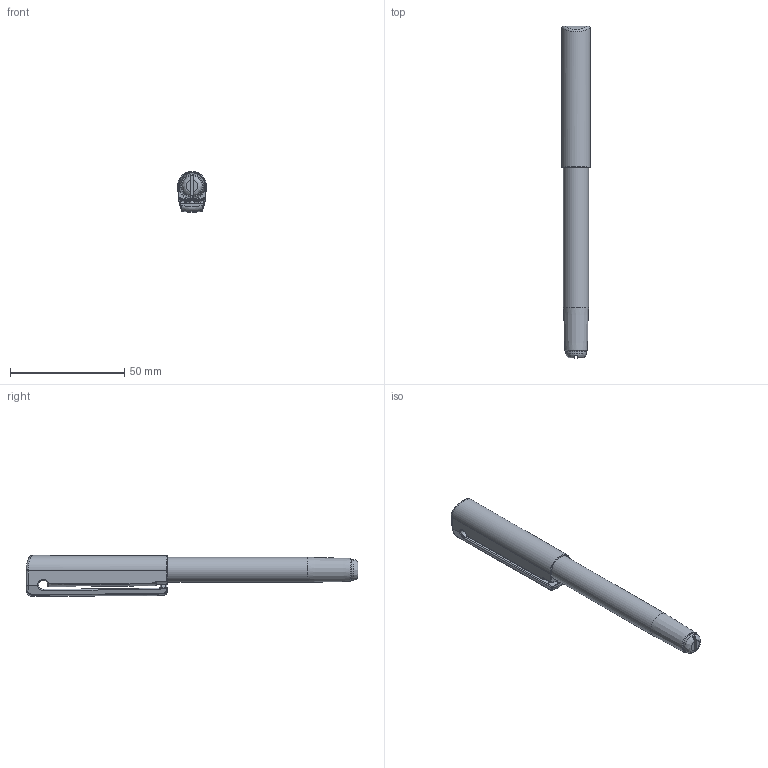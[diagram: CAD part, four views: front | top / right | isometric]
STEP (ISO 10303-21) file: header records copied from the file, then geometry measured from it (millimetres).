
FILE_DESCRIPTION(/* description */ (''),/* implementation_level */ '2;1');
FILE_NAME(/* name */ 'C3D_FG_0306_146_1.stp',/* time_stamp */ '2016-06-23T10:51:35+02:00',/* author */ (''),/* organization */ (''),/* preprocessor_version */ 'ST-DEVELOPER v15',/* originating_system */ 'SIEMENS PLM Software NX 9.0',/* authorisation */ '');
FILE_SCHEMA (('CONFIG_CONTROL_DESIGN'));
Length unit declared in the file: millimetre
Products named in the file (1): fg 0306 146 1nxm001-01
Bounding box: 12.6 x 145.5 x 17.98 mm (x, y, z)
Volume: 15146 mm3; surface area: 10318.6 mm2
Topology: 2 solids, 2 shells, 117 faces, 277 edges, 165 vertices
Faces by surface type: cylinder 38, plane 27, bspline 25, torus 14, cone 9, sphere 4
Full cylindrical faces by diameter (mm): 2.6 x1, 3 x1, 9 x1, 10.75 x1, 11 x1
Entity records: 4011 total; most frequent: CARTESIAN_POINT 1480, DIRECTION 508, ORIENTED_EDGE 502, EDGE_CURVE 251, AXIS2_PLACEMENT_3D 220, VERTEX_POINT 158, EDGE_LOOP 137, ADVANCED_FACE 117
